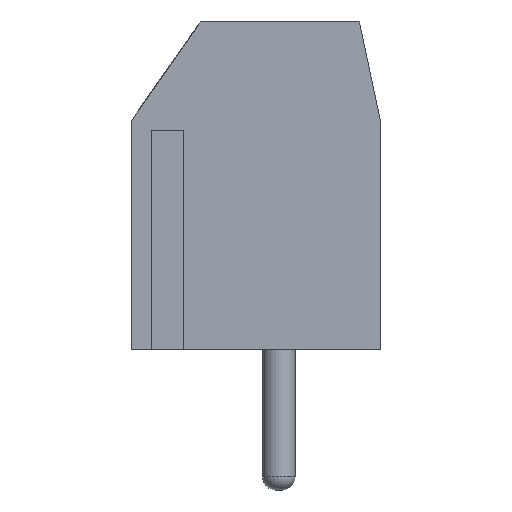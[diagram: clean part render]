
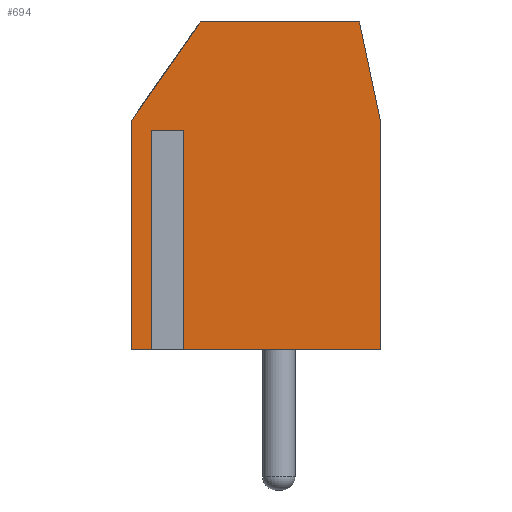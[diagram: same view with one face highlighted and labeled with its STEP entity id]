
A CAD part, left-side view. The second image highlights one B-rep face of the part: STEP entity #694.
In plain terms, the highlighted planar face has unit normal (-1, 0, 0).
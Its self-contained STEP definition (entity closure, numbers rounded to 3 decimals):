
#694=ADVANCED_FACE('',(#2330),#2332,.T.);
#2330=FACE_BOUND('',#2331,.T.);
#2331=EDGE_LOOP('',(#3687,#3688,#3689,#3690,#3691,#3692,#3693,#3694,#3695,#3696));
#2332=PLANE('',#2333);
#2333=AXIS2_PLACEMENT_3D('',#2334,#2335,#2336);
#2334=CARTESIAN_POINT('',(-2.5,0.,0.));
#2335=DIRECTION('',(-1.,0.,0.));
#2336=DIRECTION('',(0.,0.,-1.));
#3687=ORIENTED_EDGE('',*,*,#4532,.F.);
#3688=ORIENTED_EDGE('',*,*,#4533,.F.);
#3689=ORIENTED_EDGE('',*,*,#4534,.F.);
#3690=ORIENTED_EDGE('',*,*,#4535,.T.);
#3691=ORIENTED_EDGE('',*,*,#4536,.T.);
#3692=ORIENTED_EDGE('',*,*,#4537,.T.);
#3693=ORIENTED_EDGE('',*,*,#4469,.T.);
#3694=ORIENTED_EDGE('',*,*,#4526,.T.);
#3695=ORIENTED_EDGE('',*,*,#4538,.T.);
#3696=ORIENTED_EDGE('',*,*,#4539,.T.);
#4469=EDGE_CURVE('',#4908,#4906,#4909,.T.);
#4526=EDGE_CURVE('',#4906,#5006,#5008,.T.);
#4532=EDGE_CURVE('',#5019,#5020,#5021,.T.);
#4533=EDGE_CURVE('',#5022,#5019,#5023,.F.);
#4534=EDGE_CURVE('',#5024,#5022,#5025,.T.);
#4535=EDGE_CURVE('',#5024,#5026,#5027,.T.);
#4536=EDGE_CURVE('',#5026,#5028,#5029,.T.);
#4537=EDGE_CURVE('',#5028,#4908,#5030,.T.);
#4538=EDGE_CURVE('',#5006,#5031,#5032,.T.);
#4539=EDGE_CURVE('',#5031,#5020,#5033,.T.);
#4906=VERTEX_POINT('',#5642);
#4908=VERTEX_POINT('',#5646);
#4909=LINE('',#5647,#5648);
#5006=VERTEX_POINT('',#5861);
#5008=LINE('',#5865,#5866);
#5019=VERTEX_POINT('',#5908);
#5020=VERTEX_POINT('',#5909);
#5021=LINE('',#5910,#5911);
#5022=VERTEX_POINT('',#5913);
#5023=LINE('',#5914,#5915);
#5024=VERTEX_POINT('',#5917);
#5025=LINE('',#5918,#5919);
#5026=VERTEX_POINT('',#5921);
#5027=LINE('',#5922,#5923);
#5028=VERTEX_POINT('',#5925);
#5029=LINE('',#5926,#5927);
#5030=LINE('',#5929,#5930);
#5031=VERTEX_POINT('',#5932);
#5032=LINE('',#5933,#5934);
#5033=LINE('',#5936,#5937);
#5642=CARTESIAN_POINT('',(-2.5,2.399,10.));
#5646=CARTESIAN_POINT('',(-2.5,-2.462,10.));
#5647=CARTESIAN_POINT('',(-2.5,-2.462,10.));
#5648=VECTOR('',#5649,1.);
#5649=DIRECTION('',(0.,1.,0.));
#5861=CARTESIAN_POINT('',(-2.5,4.5,7.));
#5865=CARTESIAN_POINT('',(-2.5,2.399,10.));
#5866=VECTOR('',#5867,1.);
#5867=DIRECTION('',(0.,0.574,-0.819));
#5908=CARTESIAN_POINT('',(-2.5,3.739,6.7));
#5909=CARTESIAN_POINT('',(-2.5,3.739,0.));
#5910=CARTESIAN_POINT('',(-2.5,3.739,6.7));
#5911=VECTOR('',#5912,1.);
#5912=DIRECTION('',(0.,0.,-1.));
#5913=CARTESIAN_POINT('',(-2.5,3.061,6.7));
#5914=CARTESIAN_POINT('',(-2.5,3.739,6.7));
#5915=VECTOR('',#5916,1.);
#5916=DIRECTION('',(0.,-1.,0.));
#5917=CARTESIAN_POINT('',(-2.5,3.061,0.));
#5918=CARTESIAN_POINT('',(-2.5,3.061,0.));
#5919=VECTOR('',#5920,1.);
#5920=DIRECTION('',(0.,0.,1.));
#5921=CARTESIAN_POINT('',(-2.5,-3.1,0.));
#5922=CARTESIAN_POINT('',(-2.5,3.061,0.));
#5923=VECTOR('',#5924,1.);
#5924=DIRECTION('',(0.,-1.,0.));
#5925=CARTESIAN_POINT('',(-2.5,-3.1,7.));
#5926=CARTESIAN_POINT('',(-2.5,-3.1,0.));
#5927=VECTOR('',#5928,1.);
#5928=DIRECTION('',(0.,0.,1.));
#5929=CARTESIAN_POINT('',(-2.5,-3.1,7.));
#5930=VECTOR('',#5931,1.);
#5931=DIRECTION('',(0.,0.208,0.978));
#5932=CARTESIAN_POINT('',(-2.5,4.5,0.));
#5933=CARTESIAN_POINT('',(-2.5,4.5,7.));
#5934=VECTOR('',#5935,1.);
#5935=DIRECTION('',(0.,0.,-1.));
#5936=CARTESIAN_POINT('',(-2.5,4.5,0.));
#5937=VECTOR('',#5938,1.);
#5938=DIRECTION('',(0.,-1.,0.));
